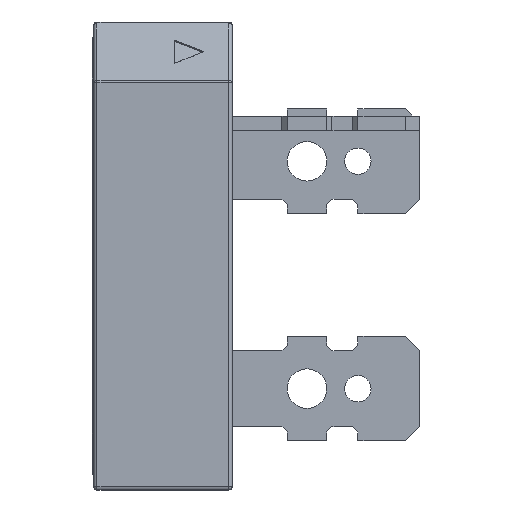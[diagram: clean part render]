
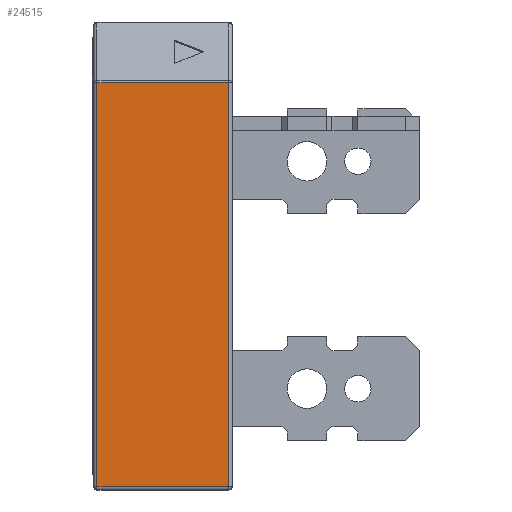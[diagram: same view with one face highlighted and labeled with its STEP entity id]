
A CAD part, left-side view. The second image highlights one B-rep face of the part: STEP entity #24515.
In plain terms, the highlighted planar face has unit normal (-1, 0, 0).
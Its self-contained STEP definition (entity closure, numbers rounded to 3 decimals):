
#1040 = VECTOR ( 'NONE', #23559, 1000. ) ;
#2618 = DIRECTION ( 'NONE',  ( 0., 1., 0. ) ) ;
#2857 = VECTOR ( 'NONE', #2618, 1000. ) ;
#3230 = PLANE ( 'NONE',  #6780 ) ;
#3291 = CARTESIAN_POINT ( 'NONE',  ( -6.15, 8.5, 2.467 ) ) ;
#3759 = VECTOR ( 'NONE', #11108, 1000. ) ;
#5495 = ORIENTED_EDGE ( 'NONE', *, *, #23561, .T. ) ;
#6272 = DIRECTION ( 'NONE',  ( 0., 0., 1. ) ) ;
#6615 = VERTEX_POINT ( 'NONE', #21457 ) ;
#6780 = AXIS2_PLACEMENT_3D ( 'NONE', #13570, #19034, #16380 ) ;
#7259 = CARTESIAN_POINT ( 'NONE',  ( -6.15, 0.3, -22.05 ) ) ;
#8705 = LINE ( 'NONE', #19410, #11660 ) ;
#11108 = DIRECTION ( 'NONE',  ( 0., 0., -1. ) ) ;
#11352 = LINE ( 'NONE', #3291, #2857 ) ;
#11660 = VECTOR ( 'NONE', #6272, 1000. ) ;
#11856 = CARTESIAN_POINT ( 'NONE',  ( -6.15, 8.3, 2.467 ) ) ;
#13570 = CARTESIAN_POINT ( 'NONE',  ( -6.15, 8.5, -22.25 ) ) ;
#13650 = CARTESIAN_POINT ( 'NONE',  ( -6.15, 0.3, 2.467 ) ) ;
#13779 = EDGE_CURVE ( 'NONE', #25214, #6615, #27777, .T. ) ;
#14557 = ORIENTED_EDGE ( 'NONE', *, *, #13779, .T. ) ;
#15499 = EDGE_CURVE ( 'NONE', #22264, #25214, #11352, .T. ) ;
#16380 = DIRECTION ( 'NONE',  ( 0., 0., -1. ) ) ;
#18132 = LINE ( 'NONE', #26198, #1040 ) ;
#18189 = ORIENTED_EDGE ( 'NONE', *, *, #30044, .T. ) ;
#19034 = DIRECTION ( 'NONE',  ( 1., 0., 0. ) ) ;
#19245 = EDGE_LOOP ( 'NONE', ( #18189, #5495, #27796, #14557 ) ) ;
#19410 = CARTESIAN_POINT ( 'NONE',  ( -6.15, 0.3, -22.25 ) ) ;
#21457 = CARTESIAN_POINT ( 'NONE',  ( -6.15, 8.3, -22.05 ) ) ;
#22264 = VERTEX_POINT ( 'NONE', #13650 ) ;
#22511 = CARTESIAN_POINT ( 'NONE',  ( -6.15, 8.3, -22.25 ) ) ;
#23559 = DIRECTION ( 'NONE',  ( 0., -1., 0. ) ) ;
#23561 = EDGE_CURVE ( 'NONE', #23844, #22264, #8705, .T. ) ;
#23844 = VERTEX_POINT ( 'NONE', #7259 ) ;
#24447 = FACE_OUTER_BOUND ( 'NONE', #19245, .T. ) ;
#24515 = ADVANCED_FACE ( 'NONE', ( #24447 ), #3230, .F. ) ;
#25214 = VERTEX_POINT ( 'NONE', #11856 ) ;
#26198 = CARTESIAN_POINT ( 'NONE',  ( -6.15, 8.5, -22.05 ) ) ;
#27777 = LINE ( 'NONE', #22511, #3759 ) ;
#27796 = ORIENTED_EDGE ( 'NONE', *, *, #15499, .T. ) ;
#30044 = EDGE_CURVE ( 'NONE', #6615, #23844, #18132, .T. ) ;
